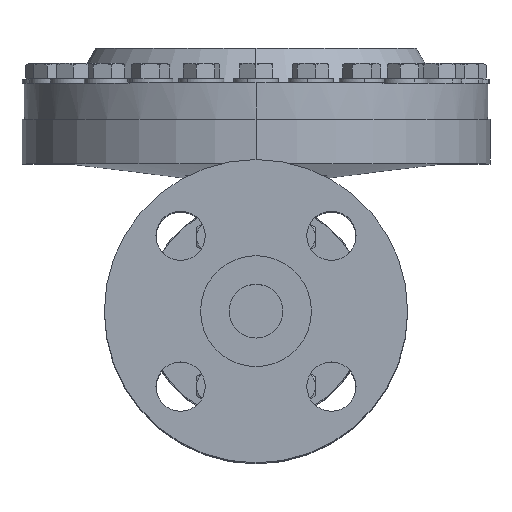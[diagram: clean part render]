
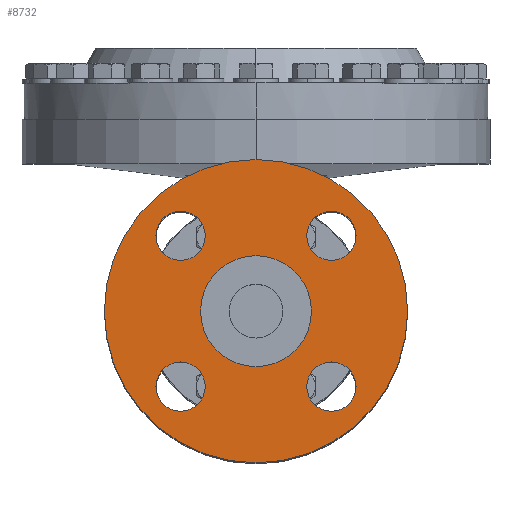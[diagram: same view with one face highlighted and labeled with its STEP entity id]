
A CAD part, top view. The second image highlights one B-rep face of the part: STEP entity #8732.
In plain terms, the highlighted planar face has unit normal (0, 0, 1).
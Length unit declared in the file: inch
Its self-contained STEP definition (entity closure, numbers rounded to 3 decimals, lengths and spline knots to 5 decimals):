
#129 = CIRCLE ( 'NONE', #17206, 2.31 ) ;
#258 = DIRECTION ( 'NONE',  ( 0., 0., -1. ) ) ;
#605 = CARTESIAN_POINT ( 'NONE',  ( 1.14905, 1.14905, 5.065 ) ) ;
#766 = ORIENTED_EDGE ( 'NONE', *, *, #10592, .F. ) ;
#821 = CARTESIAN_POINT ( 'NONE',  ( -0.77405, 1.14905, 5.065 ) ) ;
#855 = VERTEX_POINT ( 'NONE', #7463 ) ;
#902 = CIRCLE ( 'NONE', #14791, 0.375 ) ;
#937 = DIRECTION ( 'NONE',  ( 0., 0., -1. ) ) ;
#1174 = AXIS2_PLACEMENT_3D ( 'NONE', #9629, #258, #11198 ) ;
#1241 = EDGE_CURVE ( 'NONE', #12190, #11139, #13212, .T. ) ;
#1360 = DIRECTION ( 'NONE',  ( 0., 0., -1. ) ) ;
#1693 = CARTESIAN_POINT ( 'NONE',  ( 2.31, 0., 5.065 ) ) ;
#1886 = ORIENTED_EDGE ( 'NONE', *, *, #14907, .F. ) ;
#1928 = EDGE_LOOP ( 'NONE', ( #4571, #766 ) ) ;
#2151 = CARTESIAN_POINT ( 'NONE',  ( 0.845, 0., 5.065 ) ) ;
#2178 = DIRECTION ( 'NONE',  ( 1., 0., 0. ) ) ;
#2293 = DIRECTION ( 'NONE',  ( 0., 0., 1. ) ) ;
#2473 = CARTESIAN_POINT ( 'NONE',  ( -1.14905, -1.14905, 5.065 ) ) ;
#2865 = FACE_BOUND ( 'NONE', #17980, .T. ) ;
#3045 = EDGE_CURVE ( 'NONE', #13546, #4092, #14427, .T. ) ;
#3246 = ORIENTED_EDGE ( 'NONE', *, *, #4849, .F. ) ;
#3683 = DIRECTION ( 'NONE',  ( 0., 0., 1. ) ) ;
#3704 = EDGE_CURVE ( 'NONE', #4092, #13546, #902, .T. ) ;
#4030 = DIRECTION ( 'NONE',  ( 1., 0., 0. ) ) ;
#4092 = VERTEX_POINT ( 'NONE', #9474 ) ;
#4316 = CIRCLE ( 'NONE', #1174, 0.845 ) ;
#4401 = ORIENTED_EDGE ( 'NONE', *, *, #10949, .F. ) ;
#4405 = VERTEX_POINT ( 'NONE', #13492 ) ;
#4491 = ORIENTED_EDGE ( 'NONE', *, *, #1241, .F. ) ;
#4571 = ORIENTED_EDGE ( 'NONE', *, *, #5776, .F. ) ;
#4849 = EDGE_CURVE ( 'NONE', #17627, #5425, #17005, .T. ) ;
#4987 = DIRECTION ( 'NONE',  ( 0., 0., 1. ) ) ;
#5266 = EDGE_CURVE ( 'NONE', #19331, #855, #7918, .T. ) ;
#5373 = EDGE_LOOP ( 'NONE', ( #16637, #3246 ) ) ;
#5425 = VERTEX_POINT ( 'NONE', #10545 ) ;
#5641 = DIRECTION ( 'NONE',  ( 0., 0., -1. ) ) ;
#5776 = EDGE_CURVE ( 'NONE', #17668, #10248, #8885, .T. ) ;
#5974 = AXIS2_PLACEMENT_3D ( 'NONE', #2473, #13393, #4030 ) ;
#6147 = DIRECTION ( 'NONE',  ( 0., 0., 1. ) ) ;
#6269 = EDGE_CURVE ( 'NONE', #5425, #17627, #19679, .T. ) ;
#7026 = FACE_OUTER_BOUND ( 'NONE', #12131, .T. ) ;
#7463 = CARTESIAN_POINT ( 'NONE',  ( -1.52405, -1.14905, 5.065 ) ) ;
#7729 = AXIS2_PLACEMENT_3D ( 'NONE', #8746, #19730, #10331 ) ;
#7918 = CIRCLE ( 'NONE', #16654, 0.375 ) ;
#8098 = EDGE_LOOP ( 'NONE', ( #16570, #11718 ) ) ;
#8519 = CARTESIAN_POINT ( 'NONE',  ( 1.14905, 1.14905, 5.065 ) ) ;
#8732 = ADVANCED_FACE ( 'NONE', ( #2865, #7026, #20027, #19047, #14865, #10686 ), #16544, .F. ) ;
#8746 = CARTESIAN_POINT ( 'NONE',  ( 0., 0., 5.065 ) ) ;
#8835 = DIRECTION ( 'NONE',  ( 0., 0., 1. ) ) ;
#8885 = CIRCLE ( 'NONE', #16912, 0.375 ) ;
#9143 = AXIS2_PLACEMENT_3D ( 'NONE', #10708, #1360, #12270 ) ;
#9207 = CARTESIAN_POINT ( 'NONE',  ( -1.52405, 1.14905, 5.065 ) ) ;
#9451 = CARTESIAN_POINT ( 'NONE',  ( 0.77405, -1.14905, 5.065 ) ) ;
#9474 = CARTESIAN_POINT ( 'NONE',  ( 1.52405, -1.14905, 5.065 ) ) ;
#9629 = CARTESIAN_POINT ( 'NONE',  ( 0., 0., 5.065 ) ) ;
#10100 = DIRECTION ( 'NONE',  ( 1., 0., 0. ) ) ;
#10248 = VERTEX_POINT ( 'NONE', #9207 ) ;
#10331 = DIRECTION ( 'NONE',  ( -1., 0., 0. ) ) ;
#10545 = CARTESIAN_POINT ( 'NONE',  ( 1.52405, 1.14905, 5.065 ) ) ;
#10592 = EDGE_CURVE ( 'NONE', #10248, #17668, #10634, .T. ) ;
#10634 = CIRCLE ( 'NONE', #16230, 0.375 ) ;
#10686 = FACE_BOUND ( 'NONE', #8098, .T. ) ;
#10708 = CARTESIAN_POINT ( 'NONE',  ( 0., 0., 5.065 ) ) ;
#10949 = EDGE_CURVE ( 'NONE', #855, #19331, #14549, .T. ) ;
#11059 = EDGE_LOOP ( 'NONE', ( #17484, #4401 ) ) ;
#11139 = VERTEX_POINT ( 'NONE', #1693 ) ;
#11198 = DIRECTION ( 'NONE',  ( -1., 0., 0. ) ) ;
#11542 = DIRECTION ( 'NONE',  ( 0., 0., 1. ) ) ;
#11618 = CARTESIAN_POINT ( 'NONE',  ( 0.77405, 1.14905, 5.065 ) ) ;
#11644 = CARTESIAN_POINT ( 'NONE',  ( -1.14905, -1.14905, 5.065 ) ) ;
#11718 = ORIENTED_EDGE ( 'NONE', *, *, #3045, .F. ) ;
#11816 = VERTEX_POINT ( 'NONE', #2151 ) ;
#11857 = DIRECTION ( 'NONE',  ( -1., 0., 0. ) ) ;
#11929 = AXIS2_PLACEMENT_3D ( 'NONE', #605, #11542, #2178 ) ;
#12131 = EDGE_LOOP ( 'NONE', ( #4491, #1886 ) ) ;
#12190 = VERTEX_POINT ( 'NONE', #15811 ) ;
#12270 = DIRECTION ( 'NONE',  ( -1., 0., 0. ) ) ;
#12295 = ORIENTED_EDGE ( 'NONE', *, *, #12717, .T. ) ;
#12717 = EDGE_CURVE ( 'NONE', #4405, #11816, #4316, .T. ) ;
#13009 = EDGE_CURVE ( 'NONE', #11816, #4405, #16574, .T. ) ;
#13031 = CARTESIAN_POINT ( 'NONE',  ( 1.14905, -1.14905, 5.065 ) ) ;
#13206 = DIRECTION ( 'NONE',  ( 1., 0., 0. ) ) ;
#13212 = CIRCLE ( 'NONE', #7729, 2.31 ) ;
#13393 = DIRECTION ( 'NONE',  ( 0., 0., 1. ) ) ;
#13492 = CARTESIAN_POINT ( 'NONE',  ( -0.845, 0., 5.065 ) ) ;
#13546 = VERTEX_POINT ( 'NONE', #9451 ) ;
#13549 = AXIS2_PLACEMENT_3D ( 'NONE', #14890, #937, #11857 ) ;
#14275 = AXIS2_PLACEMENT_3D ( 'NONE', #8519, #19505, #10100 ) ;
#14368 = CARTESIAN_POINT ( 'NONE',  ( -1.14905, 1.14905, 5.065 ) ) ;
#14427 = CIRCLE ( 'NONE', #14868, 0.375 ) ;
#14549 = CIRCLE ( 'NONE', #5974, 0.375 ) ;
#14631 = DIRECTION ( 'NONE',  ( 1., 0., 0. ) ) ;
#14791 = AXIS2_PLACEMENT_3D ( 'NONE', #13031, #3683, #14631 ) ;
#14865 = FACE_BOUND ( 'NONE', #11059, .T. ) ;
#14868 = AXIS2_PLACEMENT_3D ( 'NONE', #18244, #8835, #19818 ) ;
#14890 = CARTESIAN_POINT ( 'NONE',  ( 0., 2.31, 5.065 ) ) ;
#14907 = EDGE_CURVE ( 'NONE', #11139, #12190, #129, .T. ) ;
#15014 = CARTESIAN_POINT ( 'NONE',  ( 0., 0., 5.065 ) ) ;
#15249 = CARTESIAN_POINT ( 'NONE',  ( -0.77405, -1.14905, 5.065 ) ) ;
#15541 = CARTESIAN_POINT ( 'NONE',  ( -1.14905, 1.14905, 5.065 ) ) ;
#15811 = CARTESIAN_POINT ( 'NONE',  ( -2.31, 0., 5.065 ) ) ;
#15949 = DIRECTION ( 'NONE',  ( 1., 0., 0. ) ) ;
#16230 = AXIS2_PLACEMENT_3D ( 'NONE', #15541, #6147, #17112 ) ;
#16544 = PLANE ( 'NONE',  #13549 ) ;
#16570 = ORIENTED_EDGE ( 'NONE', *, *, #3704, .F. ) ;
#16574 = CIRCLE ( 'NONE', #9143, 0.845 ) ;
#16599 = DIRECTION ( 'NONE',  ( -1., 0., 0. ) ) ;
#16637 = ORIENTED_EDGE ( 'NONE', *, *, #6269, .F. ) ;
#16654 = AXIS2_PLACEMENT_3D ( 'NONE', #11644, #2293, #13206 ) ;
#16912 = AXIS2_PLACEMENT_3D ( 'NONE', #14368, #4987, #15949 ) ;
#17005 = CIRCLE ( 'NONE', #14275, 0.375 ) ;
#17112 = DIRECTION ( 'NONE',  ( 1., 0., 0. ) ) ;
#17206 = AXIS2_PLACEMENT_3D ( 'NONE', #15014, #5641, #16599 ) ;
#17484 = ORIENTED_EDGE ( 'NONE', *, *, #5266, .F. ) ;
#17627 = VERTEX_POINT ( 'NONE', #11618 ) ;
#17668 = VERTEX_POINT ( 'NONE', #821 ) ;
#17980 = EDGE_LOOP ( 'NONE', ( #12295, #18933 ) ) ;
#18244 = CARTESIAN_POINT ( 'NONE',  ( 1.14905, -1.14905, 5.065 ) ) ;
#18933 = ORIENTED_EDGE ( 'NONE', *, *, #13009, .T. ) ;
#19047 = FACE_BOUND ( 'NONE', #1928, .T. ) ;
#19331 = VERTEX_POINT ( 'NONE', #15249 ) ;
#19505 = DIRECTION ( 'NONE',  ( 0., 0., 1. ) ) ;
#19679 = CIRCLE ( 'NONE', #11929, 0.375 ) ;
#19730 = DIRECTION ( 'NONE',  ( 0., 0., -1. ) ) ;
#19818 = DIRECTION ( 'NONE',  ( 1., 0., 0. ) ) ;
#20027 = FACE_BOUND ( 'NONE', #5373, .T. ) ;
